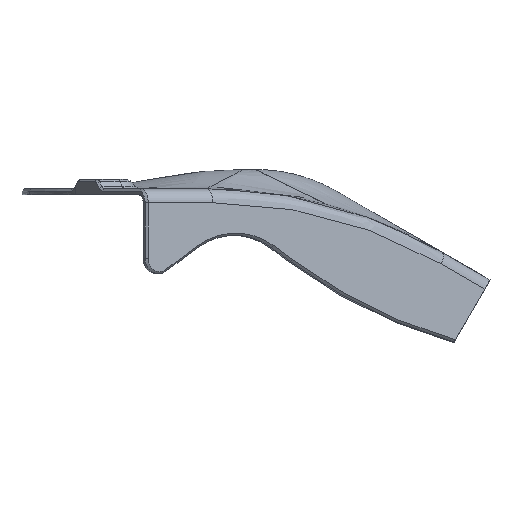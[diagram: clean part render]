
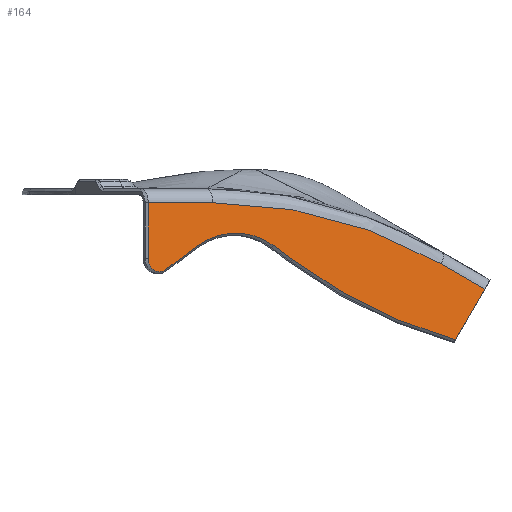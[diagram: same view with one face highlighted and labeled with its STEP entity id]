
A CAD part, left-side view. The second image highlights one B-rep face of the part: STEP entity #164.
In plain terms, the highlighted planar face has unit normal (-0.866, -0.5, 0).
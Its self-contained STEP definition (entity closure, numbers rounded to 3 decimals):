
#164=ADVANCED_FACE('',(#2293),#2295,.F.);
#2293=FACE_BOUND('',#2294,.T.);
#2294=EDGE_LOOP('',(#6231,#6232,#6233,#6234,#6235,#6236,#6237,#6238,#6239,#6240));
#2295=PLANE('',#2296);
#2296=AXIS2_PLACEMENT_3D('',#2297,#2298,#2299);
#2297=CARTESIAN_POINT('',(-54.213,-31.3,0.));
#2298=DIRECTION('',(0.866,0.5,0.));
#2299=DIRECTION('',(-0.5,0.866,0.));
#6231=ORIENTED_EDGE('',*,*,#7216,.F.);
#6232=ORIENTED_EDGE('',*,*,#7217,.T.);
#6233=ORIENTED_EDGE('',*,*,#7218,.T.);
#6234=ORIENTED_EDGE('',*,*,#7131,.T.);
#6235=ORIENTED_EDGE('',*,*,#7219,.F.);
#6236=ORIENTED_EDGE('',*,*,#7220,.F.);
#6237=ORIENTED_EDGE('',*,*,#7221,.F.);
#6238=ORIENTED_EDGE('',*,*,#7222,.F.);
#6239=ORIENTED_EDGE('',*,*,#7223,.F.);
#6240=ORIENTED_EDGE('',*,*,#7224,.F.);
#7131=EDGE_CURVE('',#7917,#7918,#7919,.T.);
#7216=EDGE_CURVE('',#8059,#8060,#8061,.T.);
#7217=EDGE_CURVE('',#8059,#8062,#8063,.T.);
#7218=EDGE_CURVE('',#8062,#7917,#8064,.T.);
#7219=EDGE_CURVE('',#8065,#7918,#8066,.T.);
#7220=EDGE_CURVE('',#8067,#8065,#8068,.T.);
#7221=EDGE_CURVE('',#8069,#8067,#8070,.T.);
#7222=EDGE_CURVE('',#8071,#8069,#8072,.T.);
#7223=EDGE_CURVE('',#8073,#8071,#8074,.T.);
#7224=EDGE_CURVE('',#8060,#8073,#8075,.T.);
#7917=VERTEX_POINT('',#11329);
#7918=VERTEX_POINT('',#11330);
#7919=LINE('',#11331,#11332);
#8059=VERTEX_POINT('',#11920);
#8060=VERTEX_POINT('',#11921);
#8061=LINE('',#11922,#11923);
#8062=VERTEX_POINT('',#11925);
#8063=LINE('',#11926,#11927);
#8064=(BOUNDED_CURVE()B_SPLINE_CURVE(3,
(#11929,#11930,#11931,#11932),
.UNSPECIFIED.,.F.,.F.)B_SPLINE_CURVE_WITH_KNOTS((4,4),
(0.,1.),
.UNSPECIFIED.)CURVE()GEOMETRIC_REPRESENTATION_ITEM()RATIONAL_B_SPLINE_CURVE((1.,
0.977,0.977,1.))REPRESENTATION_ITEM(''));
#8065=VERTEX_POINT('',#11933);
#8066=LINE('',#11934,#11935);
#8067=VERTEX_POINT('',#11937);
#8068=CIRCLE('',#11938,3.4);
#8069=VERTEX_POINT('',#11942);
#8070=LINE('',#11943,#11944);
#8071=VERTEX_POINT('',#11946);
#8072=CIRCLE('',#11947,21.1);
#8073=VERTEX_POINT('',#11951);
#8074=LINE('',#11952,#11953);
#8075=CIRCLE('',#11955,158.9);
#11329=CARTESIAN_POINT('',(-113.186,70.843,48.917));
#11330=CARTESIAN_POINT('',(-122.818,87.526,48.917));
#11331=CARTESIAN_POINT('',(-113.186,70.843,48.917));
#11332=VECTOR('',#11333,1.);
#11333=DIRECTION('',(-0.5,0.866,0.));
#11920=CARTESIAN_POINT('',(-72.64,0.616,26.626));
#11921=CARTESIAN_POINT('',(-77.012,8.188,13.511));
#11922=CARTESIAN_POINT('',(-72.64,0.616,26.626));
#11923=VECTOR('',#11924,1.);
#11924=DIRECTION('',(-0.277,0.48,-0.832));
#11925=CARTESIAN_POINT('',(-79.122,11.843,33.108));
#11926=CARTESIAN_POINT('',(-72.64,0.616,26.626));
#11927=VECTOR('',#11928,1.);
#11928=DIRECTION('',(-0.447,0.775,0.447));
#11929=CARTESIAN_POINT('',(-79.122,11.843,33.108));
#11930=CARTESIAN_POINT('',(-89.539,29.886,43.525));
#11931=CARTESIAN_POINT('',(-101.157,50.009,48.917));
#11932=CARTESIAN_POINT('',(-113.186,70.843,48.917));
#11933=CARTESIAN_POINT('',(-122.818,87.526,34.532));
#11934=CARTESIAN_POINT('',(-122.818,87.526,34.532));
#11935=VECTOR('',#11936,1.);
#11936=DIRECTION('',(0.,0.,1.));
#11937=CARTESIAN_POINT('',(-120.201,82.993,31.67));
#11938=AXIS2_PLACEMENT_3D('',#11939,#11940,#11941);
#11939=CARTESIAN_POINT('',(-121.118,84.582,34.532));
#11940=DIRECTION('',(0.866,0.5,0.));
#11941=DIRECTION('',(0.27,-0.467,-0.842));
#11942=CARTESIAN_POINT('',(-115.443,74.754,37.766));
#11943=CARTESIAN_POINT('',(-115.443,74.754,37.766));
#11944=VECTOR('',#11945,1.);
#11945=DIRECTION('',(-0.421,0.729,-0.54));
#11946=CARTESIAN_POINT('',(-104.06,55.037,37.766));
#11947=AXIS2_PLACEMENT_3D('',#11948,#11949,#11950);
#11948=CARTESIAN_POINT('',(-109.752,64.895,20.));
#11949=DIRECTION('',(-0.866,-0.5,0.));
#11950=DIRECTION('',(0.27,-0.467,0.842));
#11951=CARTESIAN_POINT('',(-101.284,50.23,34.209));
#11952=CARTESIAN_POINT('',(-101.284,50.23,34.209));
#11953=VECTOR('',#11954,1.);
#11954=DIRECTION('',(-0.421,0.729,0.54));
#11955=AXIS2_PLACEMENT_3D('',#11956,#11957,#11958);
#11956=CARTESIAN_POINT('',(-58.421,-24.012,168.));
#11957=DIRECTION('',(0.866,0.5,0.));
#11958=DIRECTION('',(-0.117,0.203,-0.972));
